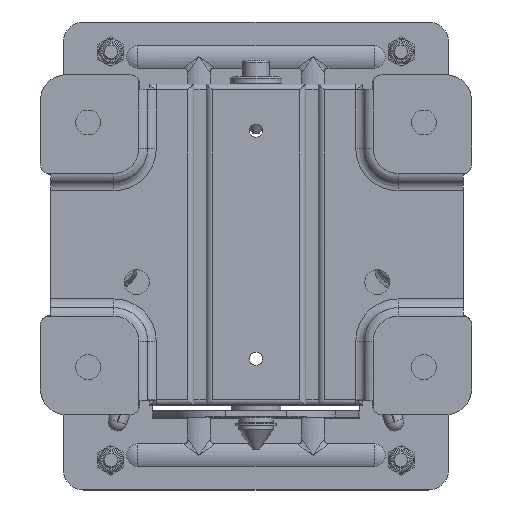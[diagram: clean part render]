
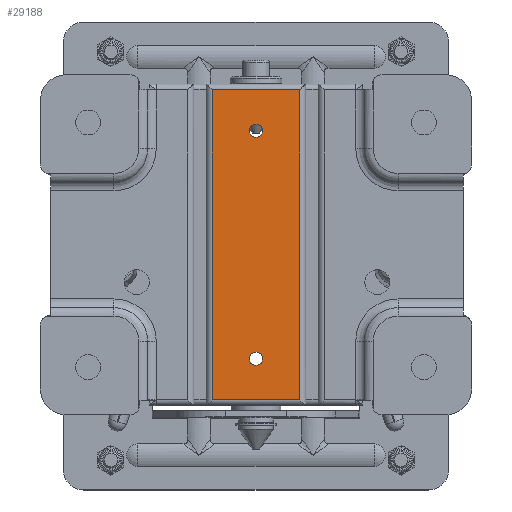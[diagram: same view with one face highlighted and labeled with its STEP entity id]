
A CAD part, top view. The second image highlights one B-rep face of the part: STEP entity #29188.
In plain terms, the highlighted planar face has unit normal (0, 0, 1).
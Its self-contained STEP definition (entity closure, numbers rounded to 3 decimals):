
#882=PLANE('',#31854);
#2022=CIRCLE('',#31740,3.15);
#2023=CIRCLE('',#31742,3.15);
#3463=LINE('',#58521,#4873);
#3464=LINE('',#58542,#4874);
#3465=LINE('',#58544,#4875);
#3484=LINE('',#58706,#4894);
#4873=VECTOR('',#37965,1000.);
#4874=VECTOR('',#37968,1000.);
#4875=VECTOR('',#37971,1000.);
#4894=VECTOR('',#38122,1000.);
#13467=ORIENTED_EDGE('',*,*,#18176,.T.);
#13468=ORIENTED_EDGE('',*,*,#18175,.T.);
#13469=ORIENTED_EDGE('',*,*,#18161,.T.);
#13470=ORIENTED_EDGE('',*,*,#18160,.F.);
#13471=ORIENTED_EDGE('',*,*,#18158,.F.);
#13472=ORIENTED_EDGE('',*,*,#18217,.F.);
#18158=EDGE_CURVE('',#21009,#21007,#3463,.T.);
#18160=EDGE_CURVE('',#21007,#21010,#3464,.T.);
#18161=EDGE_CURVE('',#21011,#21010,#3465,.T.);
#18175=EDGE_CURVE('',#21018,#21018,#2022,.T.);
#18176=EDGE_CURVE('',#21019,#21019,#2023,.T.);
#18217=EDGE_CURVE('',#21011,#21009,#3484,.T.);
#21007=VERTEX_POINT('',#58484);
#21009=VERTEX_POINT('',#58520);
#21010=VERTEX_POINT('',#58541);
#21011=VERTEX_POINT('',#58545);
#21018=VERTEX_POINT('',#58616);
#21019=VERTEX_POINT('',#58619);
#24823=EDGE_LOOP('',(#13467));
#24824=EDGE_LOOP('',(#13468));
#24825=EDGE_LOOP('',(#13469,#13470,#13471,#13472));
#26923=FACE_BOUND('',#24823,.T.);
#26924=FACE_BOUND('',#24824,.T.);
#26925=FACE_BOUND('',#24825,.T.);
#29188=ADVANCED_FACE('',(#26923,#26924,#26925),#882,.F.);
#31740=AXIS2_PLACEMENT_3D('',#58615,#38018,#38019);
#31742=AXIS2_PLACEMENT_3D('',#58618,#38022,#38023);
#31854=AXIS2_PLACEMENT_3D('',#58868,#38295,#38296);
#37965=DIRECTION('',(0.,-1.,0.));
#37968=DIRECTION('',(-1.,0.,0.));
#37971=DIRECTION('',(0.,-1.,0.));
#38018=DIRECTION('',(0.,0.,-1.));
#38019=DIRECTION('',(-1.,0.,0.));
#38022=DIRECTION('',(0.,0.,-1.));
#38023=DIRECTION('',(-1.,0.,0.));
#38122=DIRECTION('',(1.,0.,0.));
#38295=DIRECTION('',(0.,0.,-1.));
#38296=DIRECTION('',(-1.,0.,0.));
#58484=CARTESIAN_POINT('',(21.,-70.5,89.5));
#58520=CARTESIAN_POINT('',(21.,79.,89.5));
#58521=CARTESIAN_POINT('',(21.,-73.25,89.5));
#58541=CARTESIAN_POINT('',(-21.,-70.5,89.5));
#58542=CARTESIAN_POINT('',(-25.5,-70.5,89.5));
#58544=CARTESIAN_POINT('',(-21.,-73.25,89.5));
#58545=CARTESIAN_POINT('',(-21.,79.,89.5));
#58615=CARTESIAN_POINT('',(0.,59.25,89.5));
#58616=CARTESIAN_POINT('',(-3.15,59.25,89.5));
#58618=CARTESIAN_POINT('',(0.,-50.75,89.5));
#58619=CARTESIAN_POINT('',(-3.15,-50.75,89.5));
#58706=CARTESIAN_POINT('',(26.,79.,89.5));
#58868=CARTESIAN_POINT('',(0.5,4.25,89.5));
